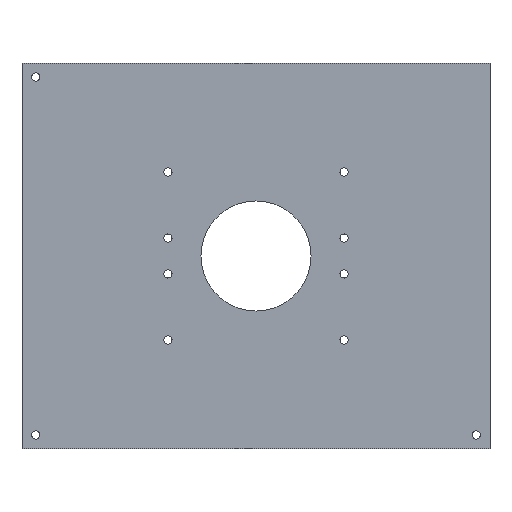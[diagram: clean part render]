
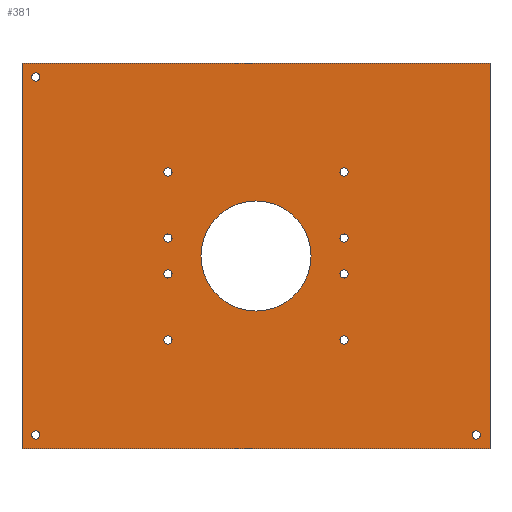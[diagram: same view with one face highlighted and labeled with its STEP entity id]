
A CAD part, top view. The second image highlights one B-rep face of the part: STEP entity #381.
In plain terms, the highlighted planar face has unit normal (0, 0, 1).
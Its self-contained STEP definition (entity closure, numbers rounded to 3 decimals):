
#15=FACE_BOUND('',#80,.T.);
#16=FACE_BOUND('',#81,.T.);
#17=FACE_BOUND('',#82,.T.);
#18=FACE_BOUND('',#83,.T.);
#19=FACE_BOUND('',#84,.T.);
#20=FACE_BOUND('',#85,.T.);
#21=FACE_BOUND('',#86,.T.);
#22=FACE_BOUND('',#87,.T.);
#23=FACE_BOUND('',#88,.T.);
#24=FACE_BOUND('',#89,.T.);
#25=FACE_BOUND('',#90,.T.);
#26=FACE_BOUND('',#91,.T.);
#43=PLANE('',#437);
#61=FACE_OUTER_BOUND('',#79,.T.);
#79=EDGE_LOOP('',(#321,#322,#323,#324));
#80=EDGE_LOOP('',(#325));
#81=EDGE_LOOP('',(#326));
#82=EDGE_LOOP('',(#327));
#83=EDGE_LOOP('',(#328));
#84=EDGE_LOOP('',(#329));
#85=EDGE_LOOP('',(#330));
#86=EDGE_LOOP('',(#331));
#87=EDGE_LOOP('',(#332));
#88=EDGE_LOOP('',(#333));
#89=EDGE_LOOP('',(#334));
#90=EDGE_LOOP('',(#335));
#91=EDGE_LOOP('',(#336));
#119=LINE('',#629,#143);
#122=LINE('',#635,#146);
#125=LINE('',#641,#149);
#128=LINE('',#645,#152);
#143=VECTOR('',#529,10.);
#146=VECTOR('',#534,10.);
#149=VECTOR('',#539,10.);
#152=VECTOR('',#544,10.);
#153=CIRCLE('',#398,1.5);
#155=CIRCLE('',#401,1.5);
#157=CIRCLE('',#404,1.5);
#159=CIRCLE('',#407,1.5);
#161=CIRCLE('',#410,1.5);
#163=CIRCLE('',#413,1.5);
#165=CIRCLE('',#416,1.5);
#167=CIRCLE('',#419,1.5);
#169=CIRCLE('',#422,20.);
#171=CIRCLE('',#425,1.5);
#173=CIRCLE('',#428,1.5);
#175=CIRCLE('',#431,1.5);
#177=VERTEX_POINT('',#551);
#179=VERTEX_POINT('',#557);
#181=VERTEX_POINT('',#563);
#183=VERTEX_POINT('',#569);
#185=VERTEX_POINT('',#575);
#187=VERTEX_POINT('',#581);
#189=VERTEX_POINT('',#587);
#191=VERTEX_POINT('',#593);
#193=VERTEX_POINT('',#599);
#195=VERTEX_POINT('',#605);
#197=VERTEX_POINT('',#611);
#199=VERTEX_POINT('',#617);
#203=VERTEX_POINT('',#626);
#204=VERTEX_POINT('',#628);
#206=VERTEX_POINT('',#634);
#208=VERTEX_POINT('',#640);
#209=EDGE_CURVE('',#177,#177,#153,.T.);
#212=EDGE_CURVE('',#179,#179,#155,.T.);
#215=EDGE_CURVE('',#181,#181,#157,.T.);
#218=EDGE_CURVE('',#183,#183,#159,.T.);
#221=EDGE_CURVE('',#185,#185,#161,.T.);
#224=EDGE_CURVE('',#187,#187,#163,.T.);
#227=EDGE_CURVE('',#189,#189,#165,.T.);
#230=EDGE_CURVE('',#191,#191,#167,.T.);
#233=EDGE_CURVE('',#193,#193,#169,.T.);
#236=EDGE_CURVE('',#195,#195,#171,.T.);
#239=EDGE_CURVE('',#197,#197,#173,.T.);
#242=EDGE_CURVE('',#199,#199,#175,.T.);
#247=EDGE_CURVE('',#204,#203,#119,.T.);
#250=EDGE_CURVE('',#206,#204,#122,.T.);
#253=EDGE_CURVE('',#208,#206,#125,.T.);
#256=EDGE_CURVE('',#203,#208,#128,.T.);
#321=ORIENTED_EDGE('',*,*,#256,.T.);
#322=ORIENTED_EDGE('',*,*,#253,.T.);
#323=ORIENTED_EDGE('',*,*,#250,.T.);
#324=ORIENTED_EDGE('',*,*,#247,.T.);
#325=ORIENTED_EDGE('',*,*,#209,.T.);
#326=ORIENTED_EDGE('',*,*,#212,.T.);
#327=ORIENTED_EDGE('',*,*,#215,.T.);
#328=ORIENTED_EDGE('',*,*,#218,.T.);
#329=ORIENTED_EDGE('',*,*,#221,.T.);
#330=ORIENTED_EDGE('',*,*,#224,.T.);
#331=ORIENTED_EDGE('',*,*,#227,.T.);
#332=ORIENTED_EDGE('',*,*,#230,.T.);
#333=ORIENTED_EDGE('',*,*,#233,.T.);
#334=ORIENTED_EDGE('',*,*,#236,.T.);
#335=ORIENTED_EDGE('',*,*,#239,.T.);
#336=ORIENTED_EDGE('',*,*,#242,.T.);
#381=ADVANCED_FACE('',(#61,#15,#16,#17,#18,#19,#20,#21,#22,#23,#24,#25,
#26),#43,.T.);
#398=AXIS2_PLACEMENT_3D('',#552,#443,#444);
#401=AXIS2_PLACEMENT_3D('',#558,#450,#451);
#404=AXIS2_PLACEMENT_3D('',#564,#457,#458);
#407=AXIS2_PLACEMENT_3D('',#570,#464,#465);
#410=AXIS2_PLACEMENT_3D('',#576,#471,#472);
#413=AXIS2_PLACEMENT_3D('',#582,#478,#479);
#416=AXIS2_PLACEMENT_3D('',#588,#485,#486);
#419=AXIS2_PLACEMENT_3D('',#594,#492,#493);
#422=AXIS2_PLACEMENT_3D('',#600,#499,#500);
#425=AXIS2_PLACEMENT_3D('',#606,#506,#507);
#428=AXIS2_PLACEMENT_3D('',#612,#513,#514);
#431=AXIS2_PLACEMENT_3D('',#618,#520,#521);
#437=AXIS2_PLACEMENT_3D('',#646,#545,#546);
#443=DIRECTION('center_axis',(0.,0.,-1.));
#444=DIRECTION('ref_axis',(-1.,0.,0.));
#450=DIRECTION('center_axis',(0.,0.,-1.));
#451=DIRECTION('ref_axis',(-1.,0.,0.));
#457=DIRECTION('center_axis',(0.,0.,-1.));
#458=DIRECTION('ref_axis',(-1.,0.,0.));
#464=DIRECTION('center_axis',(0.,0.,-1.));
#465=DIRECTION('ref_axis',(-1.,0.,0.));
#471=DIRECTION('center_axis',(0.,0.,-1.));
#472=DIRECTION('ref_axis',(-1.,0.,0.));
#478=DIRECTION('center_axis',(0.,0.,-1.));
#479=DIRECTION('ref_axis',(-1.,0.,0.));
#485=DIRECTION('center_axis',(0.,0.,-1.));
#486=DIRECTION('ref_axis',(-1.,0.,0.));
#492=DIRECTION('center_axis',(0.,0.,-1.));
#493=DIRECTION('ref_axis',(-1.,0.,0.));
#499=DIRECTION('center_axis',(0.,0.,-1.));
#500=DIRECTION('ref_axis',(-1.,0.,0.));
#506=DIRECTION('center_axis',(0.,0.,-1.));
#507=DIRECTION('ref_axis',(-1.,0.,0.));
#513=DIRECTION('center_axis',(0.,0.,-1.));
#514=DIRECTION('ref_axis',(-1.,0.,0.));
#520=DIRECTION('center_axis',(0.,0.,-1.));
#521=DIRECTION('ref_axis',(-1.,0.,0.));
#529=DIRECTION('',(-1.,0.,0.));
#534=DIRECTION('',(0.,1.,0.));
#539=DIRECTION('',(1.,0.,0.));
#544=DIRECTION('',(0.,-1.,0.));
#545=DIRECTION('center_axis',(0.,0.,1.));
#546=DIRECTION('ref_axis',(1.,0.,0.));
#551=CARTESIAN_POINT('',(118.5,76.5,3.));
#552=CARTESIAN_POINT('Origin',(117.,76.5,3.));
#557=CARTESIAN_POINT('',(54.5,63.5,3.));
#558=CARTESIAN_POINT('Origin',(53.,63.5,3.));
#563=CARTESIAN_POINT('',(54.5,76.5,3.));
#564=CARTESIAN_POINT('Origin',(53.,76.5,3.));
#569=CARTESIAN_POINT('',(118.5,63.5,3.));
#570=CARTESIAN_POINT('Origin',(117.,63.5,3.));
#575=CARTESIAN_POINT('',(118.5,100.5,3.));
#576=CARTESIAN_POINT('Origin',(117.,100.5,3.));
#581=CARTESIAN_POINT('',(54.5,39.5,3.));
#582=CARTESIAN_POINT('Origin',(53.,39.5,3.));
#587=CARTESIAN_POINT('',(54.5,100.5,3.));
#588=CARTESIAN_POINT('Origin',(53.,100.5,3.));
#593=CARTESIAN_POINT('',(118.5,39.5,3.));
#594=CARTESIAN_POINT('Origin',(117.,39.5,3.));
#599=CARTESIAN_POINT('',(105.,70.,3.));
#600=CARTESIAN_POINT('Origin',(85.,70.,3.));
#605=CARTESIAN_POINT('',(166.5,5.,3.));
#606=CARTESIAN_POINT('Origin',(165.,5.,3.));
#611=CARTESIAN_POINT('',(6.5,5.,3.));
#612=CARTESIAN_POINT('Origin',(5.,5.,3.));
#617=CARTESIAN_POINT('',(6.5,135.,3.));
#618=CARTESIAN_POINT('Origin',(5.,135.,3.));
#626=CARTESIAN_POINT('',(0.,140.,3.));
#628=CARTESIAN_POINT('',(170.,140.,3.));
#629=CARTESIAN_POINT('',(170.,140.,3.));
#634=CARTESIAN_POINT('',(170.,0.,3.));
#635=CARTESIAN_POINT('',(170.,0.,3.));
#640=CARTESIAN_POINT('',(0.,0.,3.));
#641=CARTESIAN_POINT('',(0.,0.,3.));
#645=CARTESIAN_POINT('',(0.,140.,3.));
#646=CARTESIAN_POINT('Origin',(85.,70.,3.));
